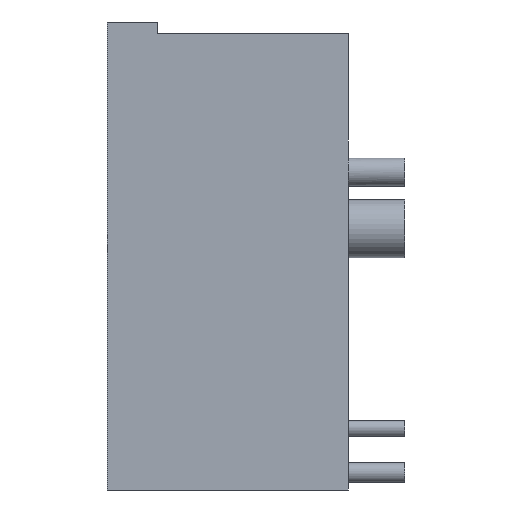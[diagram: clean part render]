
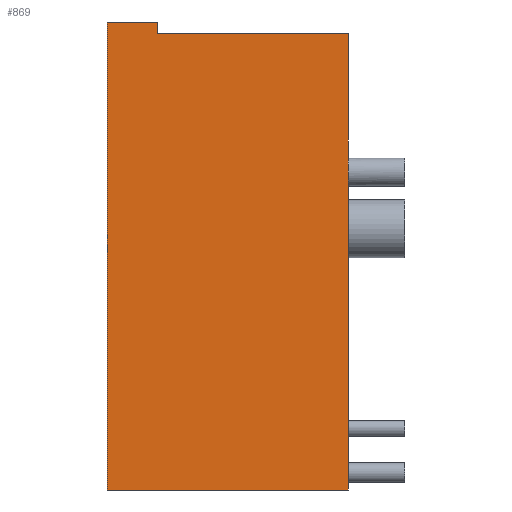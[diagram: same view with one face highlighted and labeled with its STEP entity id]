
A CAD part, left-side view. The second image highlights one B-rep face of the part: STEP entity #869.
In plain terms, the highlighted planar face has unit normal (-1, 0, 0).
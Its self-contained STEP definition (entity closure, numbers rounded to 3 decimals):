
#15 = CARTESIAN_POINT ( 'NONE',  ( 0., 13.49, 0.64 ) ) ;
#30 = EDGE_CURVE ( 'NONE', #1804, #973, #813, .T. ) ;
#116 = CARTESIAN_POINT ( 'NONE',  ( 0., 0., -25.53 ) ) ;
#130 = VERTEX_POINT ( 'NONE', #1906 ) ;
#136 = LINE ( 'NONE', #1778, #1253 ) ;
#169 = VECTOR ( 'NONE', #1533, 1000. ) ;
#273 = ORIENTED_EDGE ( 'NONE', *, *, #30, .T. ) ;
#282 = ORIENTED_EDGE ( 'NONE', *, *, #1505, .T. ) ;
#287 = ORIENTED_EDGE ( 'NONE', *, *, #1550, .F. ) ;
#333 = VERTEX_POINT ( 'NONE', #1296 ) ;
#362 = LINE ( 'NONE', #914, #1936 ) ;
#365 = DIRECTION ( 'NONE',  ( 0., 0., 1. ) ) ;
#388 = AXIS2_PLACEMENT_3D ( 'NONE', #1540, #785, #1839 ) ;
#403 = VECTOR ( 'NONE', #365, 1000. ) ;
#415 = CARTESIAN_POINT ( 'NONE',  ( 0., 0., -25.53 ) ) ;
#439 = ORIENTED_EDGE ( 'NONE', *, *, #1312, .T. ) ;
#483 = EDGE_CURVE ( 'NONE', #333, #1804, #1564, .T. ) ;
#490 = VERTEX_POINT ( 'NONE', #885 ) ;
#491 = FACE_OUTER_BOUND ( 'NONE', #1612, .T. ) ;
#569 = LINE ( 'NONE', #15, #169 ) ;
#576 = CARTESIAN_POINT ( 'NONE',  ( 0., 13.49, -25.53 ) ) ;
#580 = LINE ( 'NONE', #116, #1301 ) ;
#630 = EDGE_CURVE ( 'NONE', #1528, #1566, #569, .T. ) ;
#690 = CARTESIAN_POINT ( 'NONE',  ( 0., 0., -8.53 ) ) ;
#773 = CARTESIAN_POINT ( 'NONE',  ( 0., 10.69, 0.64 ) ) ;
#785 = DIRECTION ( 'NONE',  ( -1., 0., 0. ) ) ;
#813 = LINE ( 'NONE', #1583, #403 ) ;
#815 = EDGE_CURVE ( 'NONE', #1566, #1852, #1801, .T. ) ;
#869 = ADVANCED_FACE ( 'NONE', ( #491 ), #1086, .T. ) ;
#885 = CARTESIAN_POINT ( 'NONE',  ( 0., 0., 0. ) ) ;
#914 = CARTESIAN_POINT ( 'NONE',  ( 0., 0., -25.53 ) ) ;
#973 = VERTEX_POINT ( 'NONE', #690 ) ;
#1086 = PLANE ( 'NONE',  #388 ) ;
#1105 = ORIENTED_EDGE ( 'NONE', *, *, #630, .F. ) ;
#1206 = VECTOR ( 'NONE', #1494, 1000. ) ;
#1223 = ORIENTED_EDGE ( 'NONE', *, *, #815, .F. ) ;
#1253 = VECTOR ( 'NONE', #1487, 1000. ) ;
#1296 = CARTESIAN_POINT ( 'NONE',  ( 0., 13.49, -25.53 ) ) ;
#1301 = VECTOR ( 'NONE', #1481, 1000. ) ;
#1312 = EDGE_CURVE ( 'NONE', #973, #130, #362, .T. ) ;
#1481 = DIRECTION ( 'NONE',  ( 0., 0., 1. ) ) ;
#1487 = DIRECTION ( 'NONE',  ( 0., -1., 0. ) ) ;
#1494 = DIRECTION ( 'NONE',  ( 0., 0., 1. ) ) ;
#1505 = EDGE_CURVE ( 'NONE', #130, #490, #580, .T. ) ;
#1514 = EDGE_CURVE ( 'NONE', #1852, #490, #136, .T. ) ;
#1528 = VERTEX_POINT ( 'NONE', #1937 ) ;
#1529 = DIRECTION ( 'NONE',  ( 0., 0., 1. ) ) ;
#1533 = DIRECTION ( 'NONE',  ( 0., -1., 0. ) ) ;
#1540 = CARTESIAN_POINT ( 'NONE',  ( 0., 0., -25.53 ) ) ;
#1550 = EDGE_CURVE ( 'NONE', #333, #1528, #1700, .T. ) ;
#1564 = LINE ( 'NONE', #415, #1916 ) ;
#1566 = VERTEX_POINT ( 'NONE', #1940 ) ;
#1583 = CARTESIAN_POINT ( 'NONE',  ( 0., 0., -25.53 ) ) ;
#1612 = EDGE_LOOP ( 'NONE', ( #1806, #1223, #1105, #287, #1948, #273, #439, #282 ) ) ;
#1700 = LINE ( 'NONE', #576, #1206 ) ;
#1757 = VECTOR ( 'NONE', #1826, 1000. ) ;
#1778 = CARTESIAN_POINT ( 'NONE',  ( 0., 0., 0. ) ) ;
#1784 = DIRECTION ( 'NONE',  ( 0., -1., 0. ) ) ;
#1787 = CARTESIAN_POINT ( 'NONE',  ( 0., 0., -25.53 ) ) ;
#1801 = LINE ( 'NONE', #773, #1757 ) ;
#1804 = VERTEX_POINT ( 'NONE', #1787 ) ;
#1806 = ORIENTED_EDGE ( 'NONE', *, *, #1514, .F. ) ;
#1826 = DIRECTION ( 'NONE',  ( 0., 0., -1. ) ) ;
#1839 = DIRECTION ( 'NONE',  ( 0., 0., 1. ) ) ;
#1852 = VERTEX_POINT ( 'NONE', #1960 ) ;
#1906 = CARTESIAN_POINT ( 'NONE',  ( 0., 0., -6.97 ) ) ;
#1916 = VECTOR ( 'NONE', #1784, 1000. ) ;
#1936 = VECTOR ( 'NONE', #1529, 1000. ) ;
#1937 = CARTESIAN_POINT ( 'NONE',  ( 0., 13.49, 0.64 ) ) ;
#1940 = CARTESIAN_POINT ( 'NONE',  ( 0., 10.69, 0.64 ) ) ;
#1948 = ORIENTED_EDGE ( 'NONE', *, *, #483, .T. ) ;
#1960 = CARTESIAN_POINT ( 'NONE',  ( 0., 10.69, 0. ) ) ;
